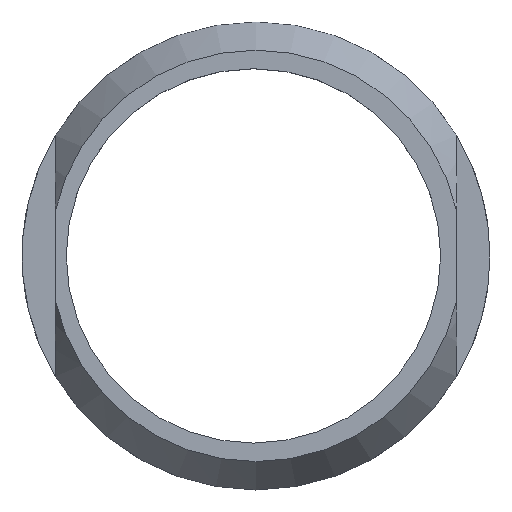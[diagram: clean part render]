
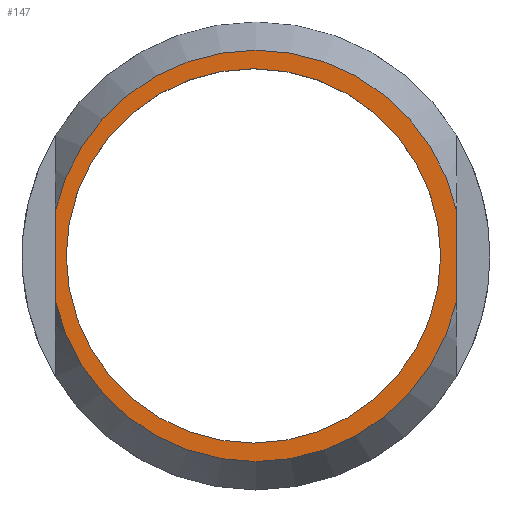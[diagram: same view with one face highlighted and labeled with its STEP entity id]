
A CAD part, top view. The second image highlights one B-rep face of the part: STEP entity #147.
In plain terms, the highlighted planar face has unit normal (0, 0, 1).
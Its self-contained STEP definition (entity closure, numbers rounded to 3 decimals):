
#20=LINE($,#228,#24);
#23=LINE($,#248,#27);
#24=VECTOR($,#181,4.095);
#27=VECTOR($,#190,4.095);
#36=PLANE($,#169);
#40=FACE_BOUND($,#63,.T.);
#50=FACE_OUTER_BOUND($,#62,.T.);
#62=EDGE_LOOP($,(#130,#131,#132,#133));
#63=EDGE_LOOP($,(#134));
#66=CIRCLE($,#153,8.401);
#70=CIRCLE($,#162,9.23);
#73=CIRCLE($,#166,9.23);
#75=VERTEX_POINT($,#217);
#77=VERTEX_POINT($,#222);
#79=VERTEX_POINT($,#227);
#82=VERTEX_POINT($,#238);
#84=VERTEX_POINT($,#244);
#86=EDGE_CURVE($,#75,#75,#66,.T.);
#89=EDGE_CURVE($,#79,#77,#20,.T.);
#96=EDGE_CURVE($,#82,#84,#23,.T.);
#98=EDGE_CURVE($,#79,#84,#70,.T.);
#101=EDGE_CURVE($,#82,#77,#73,.T.);
#130=ORIENTED_EDGE($,*,*,#89,.T.);
#131=ORIENTED_EDGE($,*,*,#101,.F.);
#132=ORIENTED_EDGE($,*,*,#96,.T.);
#133=ORIENTED_EDGE($,*,*,#98,.F.);
#134=ORIENTED_EDGE($,*,*,#86,.T.);
#147=ADVANCED_FACE($,(#50,#40),#36,.T.);
#153=AXIS2_PLACEMENT_3D($,#218,#175,#176);
#162=AXIS2_PLACEMENT_3D($,#252,#197,#198);
#166=AXIS2_PLACEMENT_3D($,#256,#205,#206);
#169=AXIS2_PLACEMENT_3D($,#260,#211,#212);
#175=DIRECTION('center_axis',(0.,0.,-1.));
#176=DIRECTION('ref_axis',(1.,0.,0.));
#181=DIRECTION($,(0.,1.,0.));
#190=DIRECTION($,(0.,-1.,0.));
#197=DIRECTION('center_axis',(0.,0.,-1.));
#198=DIRECTION('ref_axis',(-1.,0.,0.));
#205=DIRECTION('center_axis',(0.,0.,-1.));
#206=DIRECTION('ref_axis',(-1.,0.,0.));
#211=DIRECTION('center_axis',(0.,0.,1.));
#212=DIRECTION('ref_axis',(1.,0.,0.));
#217=CARTESIAN_POINT('',(-8.515,0.,11.5));
#218=CARTESIAN_POINT('Origin',(-0.114,0.,
11.5));
#222=CARTESIAN_POINT('',(9.,2.048,11.5));
#227=CARTESIAN_POINT('',(9.,-2.048,11.5));
#228=CARTESIAN_POINT($,(9.,-2.704,11.5));
#238=CARTESIAN_POINT('',(-9.,2.048,11.5));
#244=CARTESIAN_POINT('',(-9.,-2.048,11.5));
#248=CARTESIAN_POINT($,(-9.,2.704,11.5));
#252=CARTESIAN_POINT('Origin',(0.,0.,
11.5));
#256=CARTESIAN_POINT('Origin',(0.,0.,
11.5));
#260=CARTESIAN_POINT('Origin',(0.,0.,
11.5));
